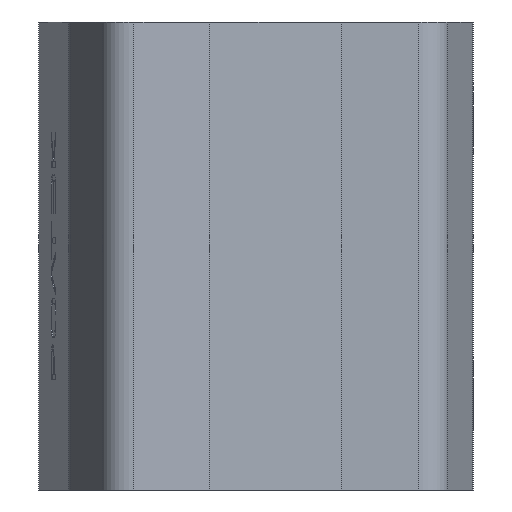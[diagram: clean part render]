
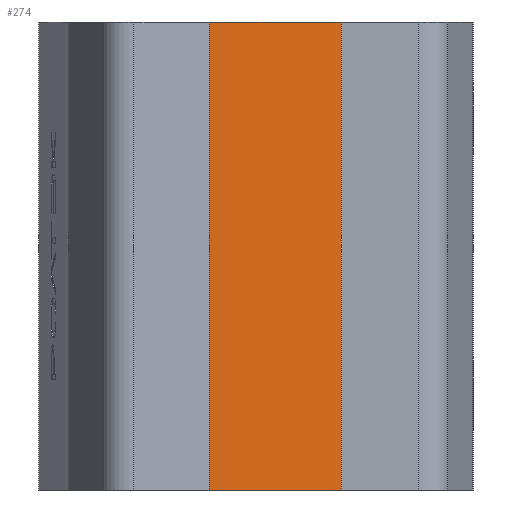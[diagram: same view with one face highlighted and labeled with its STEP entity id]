
A CAD part, front view. The second image highlights one B-rep face of the part: STEP entity #274.
In plain terms, the highlighted planar face has unit normal (0.07, -0.998, 0).
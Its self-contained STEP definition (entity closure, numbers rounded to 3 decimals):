
#274=ADVANCED_FACE('',(#1935),#1937,.F.);
#1935=FACE_BOUND('',#1936,.T.);
#1936=EDGE_LOOP('',(#3226,#3227,#3228,#3229));
#1937=PLANE('',#1938);
#1938=AXIS2_PLACEMENT_3D('',#1939,#1940,#1941);
#1939=CARTESIAN_POINT('',(-6.04,-33.922,-85.));
#1940=DIRECTION('',(-0.07,0.998,0.));
#1941=DIRECTION('',(0.,0.,1.));
#3226=ORIENTED_EDGE('',*,*,#4154,.T.);
#3227=ORIENTED_EDGE('',*,*,#4153,.F.);
#3228=ORIENTED_EDGE('',*,*,#4103,.T.);
#3229=ORIENTED_EDGE('',*,*,#4140,.F.);
#4103=EDGE_CURVE('',#4601,#4577,#4607,.T.);
#4140=EDGE_CURVE('',#4664,#4577,#4666,.T.);
#4153=EDGE_CURVE('',#4601,#4683,#4687,.T.);
#4154=EDGE_CURVE('',#4664,#4683,#4688,.T.);
#4577=VERTEX_POINT('',#5380);
#4601=VERTEX_POINT('',#5431);
#4607=LINE('',#5447,#5448);
#4664=VERTEX_POINT('',#5588);
#4666=LINE('',#5592,#5593);
#4683=VERTEX_POINT('',#5637);
#4687=LINE('',#5645,#5646);
#4688=LINE('',#5648,#5649);
#5380=CARTESIAN_POINT('',(-5.116,-33.858,0.));
#5431=CARTESIAN_POINT('',(-5.116,-33.858,-85.));
#5447=CARTESIAN_POINT('',(-5.116,-33.858,-85.));
#5448=VECTOR('',#5449,1.);
#5449=DIRECTION('',(0.,0.,1.));
#5588=CARTESIAN_POINT('',(-69.036,-38.327,0.));
#5592=CARTESIAN_POINT('',(-69.036,-38.327,0.));
#5593=VECTOR('',#5594,1.);
#5594=DIRECTION('',(0.998,0.07,0.));
#5637=CARTESIAN_POINT('',(-69.036,-38.327,-85.));
#5645=CARTESIAN_POINT('',(-5.116,-33.858,-85.));
#5646=VECTOR('',#5647,1.);
#5647=DIRECTION('',(-0.998,-0.07,0.));
#5648=CARTESIAN_POINT('',(-69.036,-38.327,0.));
#5649=VECTOR('',#5650,1.);
#5650=DIRECTION('',(0.,0.,-1.));
